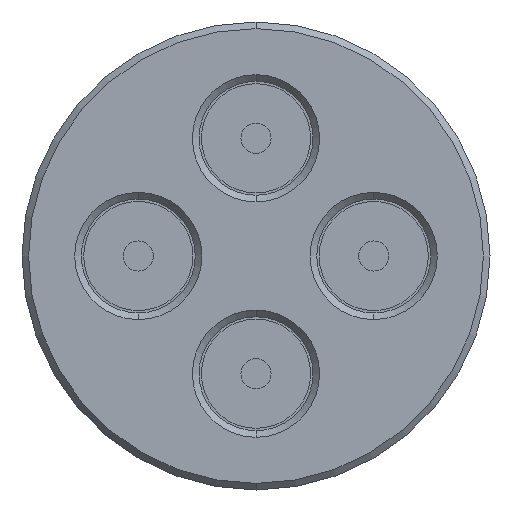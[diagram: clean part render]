
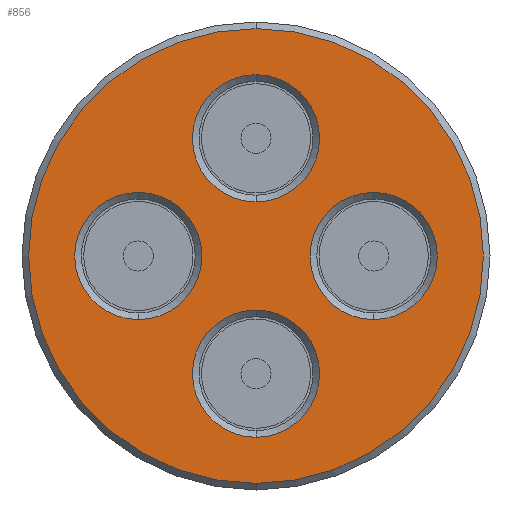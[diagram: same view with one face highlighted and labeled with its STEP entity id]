
A CAD part, front view. The second image highlights one B-rep face of the part: STEP entity #856.
In plain terms, the highlighted planar face has unit normal (0, -1, 0).
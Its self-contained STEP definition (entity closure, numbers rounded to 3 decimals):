
#24 = CARTESIAN_POINT ( 'NONE',  ( 0., 0., 4.889 ) ) ;
#57 = CARTESIAN_POINT ( 'NONE',  ( -3.175, 0., 1.715 ) ) ;
#92 = VERTEX_POINT ( 'NONE', #1750 ) ;
#147 = DIRECTION ( 'NONE',  ( 0., 1., 0. ) ) ;
#294 = EDGE_LOOP ( 'NONE', ( #1418, #426 ) ) ;
#313 = VERTEX_POINT ( 'NONE', #1272 ) ;
#395 = VERTEX_POINT ( 'NONE', #459 ) ;
#426 = ORIENTED_EDGE ( 'NONE', *, *, #712, .F. ) ;
#438 = EDGE_CURVE ( 'NONE', #92, #1608, #2699, .T. ) ;
#446 = EDGE_LOOP ( 'NONE', ( #3302, #1105 ) ) ;
#448 = DIRECTION ( 'NONE',  ( 0., 0., -1. ) ) ;
#459 = CARTESIAN_POINT ( 'NONE',  ( 0., 0., 6.134 ) ) ;
#500 = EDGE_CURVE ( 'NONE', #2782, #395, #1298, .T. ) ;
#511 = DIRECTION ( 'NONE',  ( 0., -1., 0. ) ) ;
#537 = CIRCLE ( 'NONE', #1926, 1.714 ) ;
#575 = CARTESIAN_POINT ( 'NONE',  ( 0., 0., 0. ) ) ;
#601 = AXIS2_PLACEMENT_3D ( 'NONE', #575, #2212, #2578 ) ;
#603 = DIRECTION ( 'NONE',  ( 0., -1., 0. ) ) ;
#702 = AXIS2_PLACEMENT_3D ( 'NONE', #2155, #511, #1611 ) ;
#712 = EDGE_CURVE ( 'NONE', #1608, #92, #831, .T. ) ;
#716 = CARTESIAN_POINT ( 'NONE',  ( 0., 0., 0. ) ) ;
#798 = DIRECTION ( 'NONE',  ( 0., 0., -1. ) ) ;
#831 = CIRCLE ( 'NONE', #2206, 1.715 ) ;
#836 = ORIENTED_EDGE ( 'NONE', *, *, #500, .F. ) ;
#856 = ADVANCED_FACE ( 'NONE', ( #1962, #1148, #1467, #2835, #3338 ), #1689, .F. ) ;
#911 = DIRECTION ( 'NONE',  ( 0., 0., 1. ) ) ;
#947 = EDGE_LOOP ( 'NONE', ( #3178, #836 ) ) ;
#1011 = CARTESIAN_POINT ( 'NONE',  ( 3.175, 0., 0. ) ) ;
#1105 = ORIENTED_EDGE ( 'NONE', *, *, #3218, .F. ) ;
#1129 = DIRECTION ( 'NONE',  ( 0., 1., 0. ) ) ;
#1145 = CIRCLE ( 'NONE', #2350, 1.715 ) ;
#1148 = FACE_BOUND ( 'NONE', #3128, .T. ) ;
#1272 = CARTESIAN_POINT ( 'NONE',  ( 3.175, 0., 1.715 ) ) ;
#1298 = CIRCLE ( 'NONE', #601, 6.134 ) ;
#1358 = EDGE_CURVE ( 'NONE', #3185, #2689, #1930, .T. ) ;
#1369 = AXIS2_PLACEMENT_3D ( 'NONE', #1011, #1532, #448 ) ;
#1418 = ORIENTED_EDGE ( 'NONE', *, *, #438, .F. ) ;
#1453 = CIRCLE ( 'NONE', #3449, 1.715 ) ;
#1467 = FACE_BOUND ( 'NONE', #3357, .T. ) ;
#1504 = DIRECTION ( 'NONE',  ( 0., -1., 0. ) ) ;
#1520 = EDGE_CURVE ( 'NONE', #1816, #2664, #537, .T. ) ;
#1532 = DIRECTION ( 'NONE',  ( 0., -1., 0. ) ) ;
#1563 = AXIS2_PLACEMENT_3D ( 'NONE', #2554, #1129, #911 ) ;
#1603 = ORIENTED_EDGE ( 'NONE', *, *, #2411, .F. ) ;
#1608 = VERTEX_POINT ( 'NONE', #3085 ) ;
#1611 = DIRECTION ( 'NONE',  ( 0., 0., -1. ) ) ;
#1633 = ORIENTED_EDGE ( 'NONE', *, *, #2258, .F. ) ;
#1689 = PLANE ( 'NONE',  #1563 ) ;
#1750 = CARTESIAN_POINT ( 'NONE',  ( 0., 0., -4.89 ) ) ;
#1764 = DIRECTION ( 'NONE',  ( 0., 0., -1. ) ) ;
#1816 = VERTEX_POINT ( 'NONE', #2468 ) ;
#1892 = DIRECTION ( 'NONE',  ( 0., -1., 0. ) ) ;
#1897 = CIRCLE ( 'NONE', #1369, 1.715 ) ;
#1926 = AXIS2_PLACEMENT_3D ( 'NONE', #1977, #603, #798 ) ;
#1928 = CARTESIAN_POINT ( 'NONE',  ( 0., 0., -3.175 ) ) ;
#1930 = CIRCLE ( 'NONE', #2542, 1.715 ) ;
#1962 = FACE_BOUND ( 'NONE', #294, .T. ) ;
#1977 = CARTESIAN_POINT ( 'NONE',  ( 0., 0., 3.175 ) ) ;
#2037 = CARTESIAN_POINT ( 'NONE',  ( 3.175, 0., -1.715 ) ) ;
#2055 = DIRECTION ( 'NONE',  ( 0., -1., 0. ) ) ;
#2077 = DIRECTION ( 'NONE',  ( 0., 0., -1. ) ) ;
#2094 = CARTESIAN_POINT ( 'NONE',  ( 0., 0., -6.134 ) ) ;
#2155 = CARTESIAN_POINT ( 'NONE',  ( 0., 0., -3.175 ) ) ;
#2168 = ORIENTED_EDGE ( 'NONE', *, *, #1520, .F. ) ;
#2203 = AXIS2_PLACEMENT_3D ( 'NONE', #716, #147, #3111 ) ;
#2206 = AXIS2_PLACEMENT_3D ( 'NONE', #1928, #1892, #2998 ) ;
#2212 = DIRECTION ( 'NONE',  ( 0., 1., 0. ) ) ;
#2254 = AXIS2_PLACEMENT_3D ( 'NONE', #2336, #2055, #2296 ) ;
#2258 = EDGE_CURVE ( 'NONE', #2804, #313, #1897, .T. ) ;
#2286 = DIRECTION ( 'NONE',  ( 0., -1., 0. ) ) ;
#2296 = DIRECTION ( 'NONE',  ( 0., 0., -1. ) ) ;
#2325 = DIRECTION ( 'NONE',  ( 0., 0., -1. ) ) ;
#2336 = CARTESIAN_POINT ( 'NONE',  ( 0., 0., 3.175 ) ) ;
#2350 = AXIS2_PLACEMENT_3D ( 'NONE', #3117, #1504, #1764 ) ;
#2411 = EDGE_CURVE ( 'NONE', #313, #2804, #1145, .T. ) ;
#2468 = CARTESIAN_POINT ( 'NONE',  ( 0., 0., 1.461 ) ) ;
#2484 = CARTESIAN_POINT ( 'NONE',  ( -3.175, 0., -1.715 ) ) ;
#2542 = AXIS2_PLACEMENT_3D ( 'NONE', #2908, #3184, #2077 ) ;
#2554 = CARTESIAN_POINT ( 'NONE',  ( -6.208, 0., -6.208 ) ) ;
#2563 = CARTESIAN_POINT ( 'NONE',  ( -3.175, 0., 0. ) ) ;
#2578 = DIRECTION ( 'NONE',  ( 0., 0., 1. ) ) ;
#2664 = VERTEX_POINT ( 'NONE', #24 ) ;
#2689 = VERTEX_POINT ( 'NONE', #57 ) ;
#2699 = CIRCLE ( 'NONE', #702, 1.715 ) ;
#2734 = EDGE_CURVE ( 'NONE', #2664, #1816, #2824, .T. ) ;
#2782 = VERTEX_POINT ( 'NONE', #2094 ) ;
#2804 = VERTEX_POINT ( 'NONE', #2037 ) ;
#2824 = CIRCLE ( 'NONE', #2254, 1.714 ) ;
#2835 = FACE_BOUND ( 'NONE', #446, .T. ) ;
#2908 = CARTESIAN_POINT ( 'NONE',  ( -3.175, 0., 0. ) ) ;
#2998 = DIRECTION ( 'NONE',  ( 0., 0., -1. ) ) ;
#3085 = CARTESIAN_POINT ( 'NONE',  ( 0., 0., -1.46 ) ) ;
#3092 = ORIENTED_EDGE ( 'NONE', *, *, #2734, .F. ) ;
#3102 = CIRCLE ( 'NONE', #2203, 6.134 ) ;
#3111 = DIRECTION ( 'NONE',  ( 0., 0., 1. ) ) ;
#3117 = CARTESIAN_POINT ( 'NONE',  ( 3.175, 0., 0. ) ) ;
#3128 = EDGE_LOOP ( 'NONE', ( #1633, #1603 ) ) ;
#3178 = ORIENTED_EDGE ( 'NONE', *, *, #3296, .F. ) ;
#3184 = DIRECTION ( 'NONE',  ( 0., -1., 0. ) ) ;
#3185 = VERTEX_POINT ( 'NONE', #2484 ) ;
#3218 = EDGE_CURVE ( 'NONE', #2689, #3185, #1453, .T. ) ;
#3296 = EDGE_CURVE ( 'NONE', #395, #2782, #3102, .T. ) ;
#3302 = ORIENTED_EDGE ( 'NONE', *, *, #1358, .F. ) ;
#3338 = FACE_OUTER_BOUND ( 'NONE', #947, .T. ) ;
#3357 = EDGE_LOOP ( 'NONE', ( #2168, #3092 ) ) ;
#3449 = AXIS2_PLACEMENT_3D ( 'NONE', #2563, #2286, #2325 ) ;
